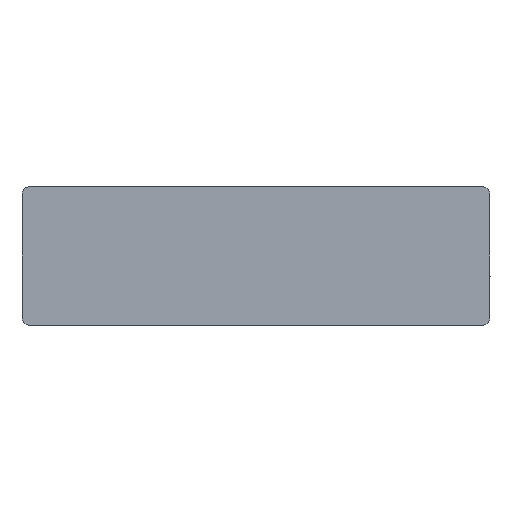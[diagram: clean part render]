
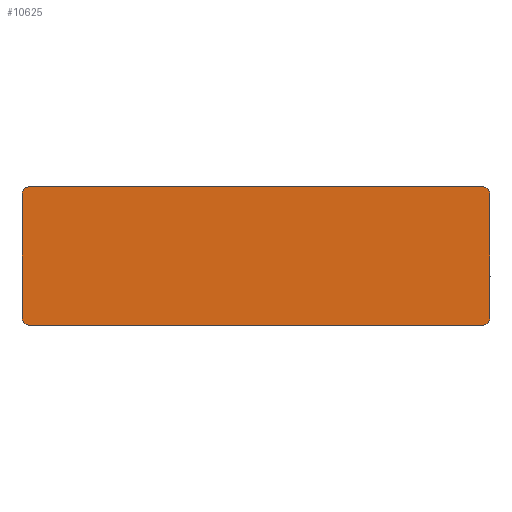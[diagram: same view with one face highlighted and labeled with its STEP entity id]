
A CAD part, front view. The second image highlights one B-rep face of the part: STEP entity #10625.
In plain terms, the highlighted planar face has unit normal (0, -1, 0).
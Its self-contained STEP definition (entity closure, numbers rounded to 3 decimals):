
#1=CARTESIAN_POINT('',(-83.,-41.5,-22.5));
#2=DIRECTION('',(0.,-1.,0.));
#3=DIRECTION('',(-1.,0.,0.));
#4=AXIS2_PLACEMENT_3D('',#1,#2,#3);
#6=CARTESIAN_POINT('',(-83.,-41.5,22.5));
#7=DIRECTION('',(0.,-1.,0.));
#8=DIRECTION('',(0.,0.,1.));
#9=AXIS2_PLACEMENT_3D('',#6,#7,#8);
#11=DIRECTION('',(1.,0.,0.));
#12=VECTOR('',#11,166.);
#13=CARTESIAN_POINT('',(-83.,-41.5,25.5));
#14=LINE('',#13,#12);
#15=CARTESIAN_POINT('',(83.,-41.5,22.5));
#16=DIRECTION('',(0.,-1.,0.));
#17=DIRECTION('',(1.,0.,0.));
#18=AXIS2_PLACEMENT_3D('',#15,#16,#17);
#20=CARTESIAN_POINT('',(83.,-41.5,-22.5));
#21=DIRECTION('',(0.,-1.,0.));
#22=DIRECTION('',(0.,0.,-1.));
#23=AXIS2_PLACEMENT_3D('',#20,#21,#22);
#25=DIRECTION('',(1.,0.,0.));
#26=VECTOR('',#25,166.);
#27=CARTESIAN_POINT('',(-83.,-41.5,-25.5));
#28=LINE('',#27,#26);
#69=DIRECTION('',(0.,0.,1.));
#70=VECTOR('',#69,45.);
#71=CARTESIAN_POINT('',(86.,-41.5,-22.5));
#72=LINE('',#71,#70);
#1266=DIRECTION('',(0.,0.,-1.));
#1267=VECTOR('',#1266,45.);
#1268=CARTESIAN_POINT('',(-86.,-41.5,22.5));
#1269=LINE('',#1268,#1267);
#8882=CARTESIAN_POINT('',(-86.,-41.5,-22.5));
#8883=CARTESIAN_POINT('',(-83.,-41.5,-25.5));
#8884=VERTEX_POINT('',#8882);
#8885=VERTEX_POINT('',#8883);
#8886=CARTESIAN_POINT('',(-83.,-41.5,25.5));
#8887=CARTESIAN_POINT('',(-86.,-41.5,22.5));
#8888=VERTEX_POINT('',#8886);
#8889=VERTEX_POINT('',#8887);
#8898=CARTESIAN_POINT('',(86.,-41.5,22.5));
#8899=CARTESIAN_POINT('',(83.,-41.5,25.5));
#8900=VERTEX_POINT('',#8898);
#8901=VERTEX_POINT('',#8899);
#8910=CARTESIAN_POINT('',(83.,-41.5,-25.5));
#8911=CARTESIAN_POINT('',(86.,-41.5,-22.5));
#8912=VERTEX_POINT('',#8910);
#8913=VERTEX_POINT('',#8911);
#10602=CARTESIAN_POINT('',(0.,-41.5,0.));
#10603=DIRECTION('',(0.,-1.,0.));
#10604=DIRECTION('',(1.,0.,0.));
#10605=AXIS2_PLACEMENT_3D('',#10602,#10603,#10604);
#10606=PLANE('',#10605);
#10608=ORIENTED_EDGE('',*,*,#10607,.F.);
#10610=ORIENTED_EDGE('',*,*,#10609,.F.);
#10612=ORIENTED_EDGE('',*,*,#10611,.F.);
#10614=ORIENTED_EDGE('',*,*,#10613,.T.);
#10616=ORIENTED_EDGE('',*,*,#10615,.F.);
#10618=ORIENTED_EDGE('',*,*,#10617,.F.);
#10620=ORIENTED_EDGE('',*,*,#10619,.F.);
#10622=ORIENTED_EDGE('',*,*,#10621,.F.);
#10623=EDGE_LOOP('',(#10608,#10610,#10612,#10614,#10616,#10618,#10620,#10622));
#10624=FACE_OUTER_BOUND('',#10623,.F.);
#10625=ADVANCED_FACE('',(#10624),#10606,.T.);
#5=CIRCLE('',#4,3.);
#10=CIRCLE('',#9,3.);
#19=CIRCLE('',#18,3.);
#24=CIRCLE('',#23,3.);
#10607=EDGE_CURVE('',#8884,#8885,#5,.T.);
#10609=EDGE_CURVE('',#8889,#8884,#1269,.T.);
#10611=EDGE_CURVE('',#8888,#8889,#10,.T.);
#10613=EDGE_CURVE('',#8888,#8901,#14,.T.);
#10615=EDGE_CURVE('',#8900,#8901,#19,.T.);
#10617=EDGE_CURVE('',#8913,#8900,#72,.T.);
#10619=EDGE_CURVE('',#8912,#8913,#24,.T.);
#10621=EDGE_CURVE('',#8885,#8912,#28,.T.);
